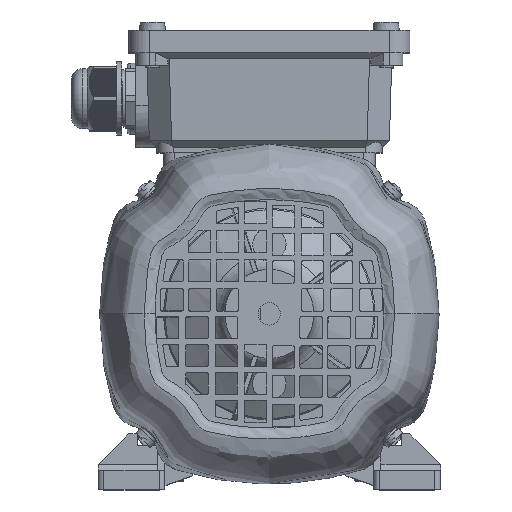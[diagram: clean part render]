
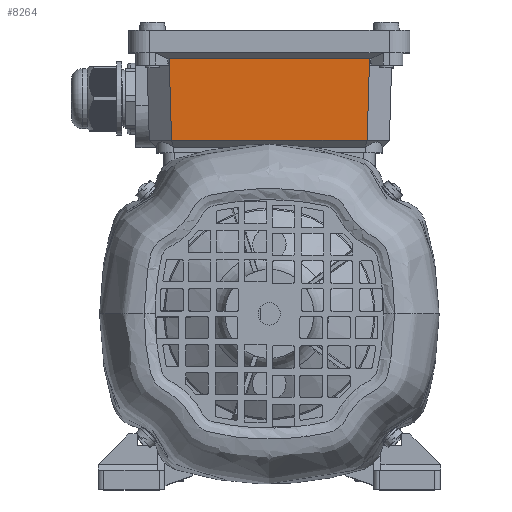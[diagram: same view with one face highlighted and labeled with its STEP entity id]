
A CAD part, top view. The second image highlights one B-rep face of the part: STEP entity #8264.
In plain terms, the highlighted planar face has unit normal (0, -0.029, 1).
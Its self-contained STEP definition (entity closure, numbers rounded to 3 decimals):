
#8264=ADVANCED_FACE('',(#13074),#10857,.F.);
#10857=PLANE('',#60364);
#13074=FACE_OUTER_BOUND('',#16363,.T.);
#16363=EDGE_LOOP('',(#25605,#25606,#25607,#25608));
#25605=ORIENTED_EDGE('',*,*,#44189,.F.);
#25606=ORIENTED_EDGE('',*,*,#44200,.T.);
#25607=ORIENTED_EDGE('',*,*,#44201,.T.);
#25608=ORIENTED_EDGE('',*,*,#44202,.T.);
#37500=VERTEX_POINT('',#90455);
#37501=VERTEX_POINT('',#90457);
#37505=VERTEX_POINT('',#90478);
#37506=VERTEX_POINT('',#90480);
#44189=EDGE_CURVE('',#37500,#37501,#50851,.T.);
#44200=EDGE_CURVE('',#37500,#37505,#50861,.T.);
#44201=EDGE_CURVE('',#37505,#37506,#50862,.T.);
#44202=EDGE_CURVE('',#37506,#37501,#50863,.T.);
#50851=LINE('',#90456,#55389);
#50861=LINE('',#90477,#55399);
#50862=LINE('',#90479,#55400);
#50863=LINE('',#90481,#55401);
#55389=VECTOR('',#70346,1.);
#55399=VECTOR('',#70370,1.);
#55400=VECTOR('',#70371,1.);
#55401=VECTOR('',#70372,1.);
#60364=AXIS2_PLACEMENT_3D('',#90482,#70373,#70374);
#70346=DIRECTION('',(1.,0.,0.));
#70370=DIRECTION('',(0.029,-0.999,-0.029));
#70371=DIRECTION('',(1.,0.,0.));
#70372=DIRECTION('',(0.029,0.999,0.029));
#70373=DIRECTION('',(0.,0.029,-1.));
#70374=DIRECTION('',(-1.,0.,0.));
#90455=CARTESIAN_POINT('',(-35.997,92.,93.));
#90456=CARTESIAN_POINT('',(0.,92.,93.));
#90457=CARTESIAN_POINT('',(35.997,92.,93.));
#90477=CARTESIAN_POINT('',(-35.965,90.943,92.969));
#90478=CARTESIAN_POINT('',(-35.129,62.5,92.132));
#90479=CARTESIAN_POINT('',(0.,62.5,92.132));
#90480=CARTESIAN_POINT('',(35.129,62.5,92.132));
#90481=CARTESIAN_POINT('',(35.965,90.943,92.969));
#90482=CARTESIAN_POINT('',(0.,92.,93.));
